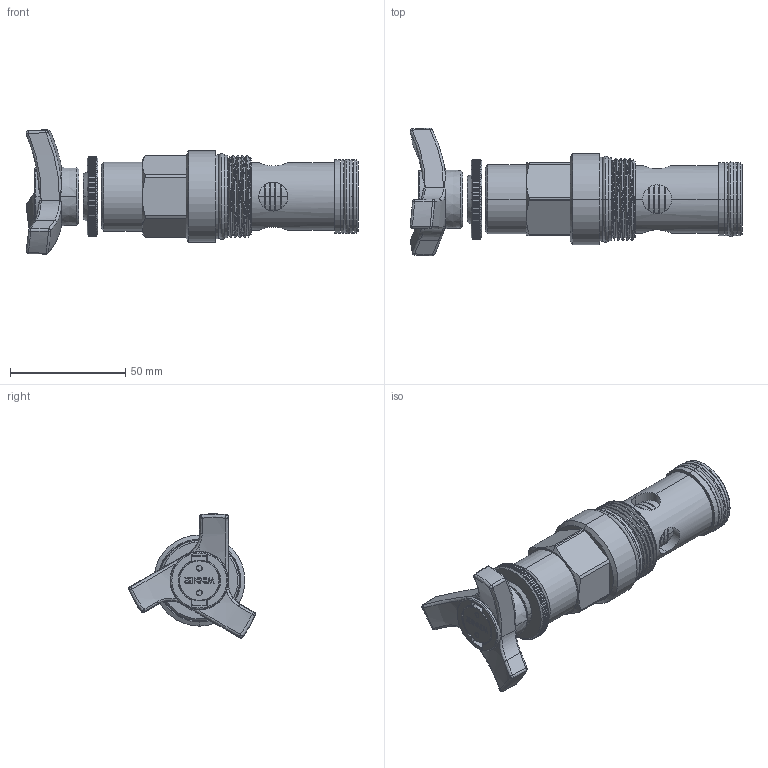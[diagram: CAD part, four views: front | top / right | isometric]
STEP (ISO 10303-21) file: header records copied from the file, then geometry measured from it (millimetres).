
FILE_DESCRIPTION (( 'STEP AP203' ), '1' );
FILE_NAME ('NV16A28-T.STEP', '2016-07-22T01:36:24', ( '' ), ( '' ), 'SwSTEP 2.0', 'SolidWorks 2012', '' );
FILE_SCHEMA (( 'CONFIG_CONTROL_DESIGN' ));
Length unit declared in the file: millimetre
Products named in the file (1): NV16A28-T
Bounding box: 144.24 x 55.33 x 54.02 mm (x, y, z)
Surface area: 26545.1 mm2 (no closed solid volume)
Topology: 0 solids, 17 shells, 607 faces, 1746 edges, 1145 vertices
Faces by surface type: plane 284, cylinder 172, bspline 67, cone 33, sphere 28, torus 23
Entity records: 24139 total; most frequent: CARTESIAN_POINT 9281, ORIENTED_EDGE 3256, DIRECTION 2776, EDGE_CURVE 1737, VERTEX_POINT 1139, AXIS2_PLACEMENT_3D 1073, EDGE_LOOP 644, LINE 630
